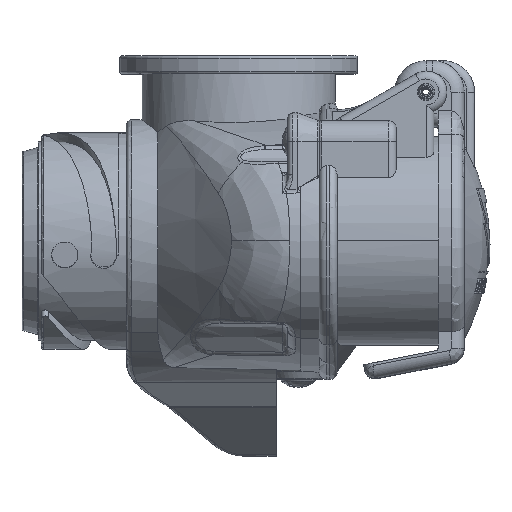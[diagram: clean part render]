
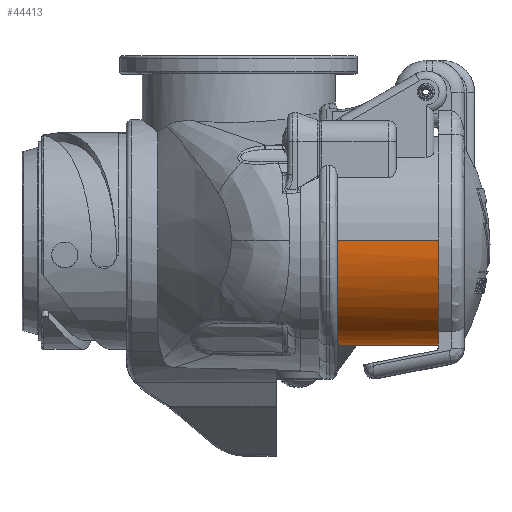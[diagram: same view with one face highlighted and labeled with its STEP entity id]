
A CAD part, top view. The second image highlights one B-rep face of the part: STEP entity #44413.
In plain terms, the highlighted cylindrical face has radius 20 mm (diameter 40 mm), a partial arc.
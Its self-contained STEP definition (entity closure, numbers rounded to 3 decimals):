
#6358=CARTESIAN_POINT('',(60.4,0.,25.5));
#6359=DIRECTION('',(1.,0.,0.));
#6360=DIRECTION('',(0.,0.,1.));
#6361=AXIS2_PLACEMENT_3D('',#6358,#6359,#6360);
#6476=DIRECTION('',(-1.,0.,0.));
#6477=VECTOR('',#6476,21.);
#6478=CARTESIAN_POINT('',(81.4,0.,45.5));
#6479=LINE('',#6478,#6477);
#6932=CARTESIAN_POINT('',(74.689,0.,5.5));
#13324=CARTESIAN_POINT('',(74.689,0.,5.5));
#13325=CARTESIAN_POINT('',(74.611,-0.286,5.5));
#13326=CARTESIAN_POINT('',(74.445,-0.875,
5.512));
#13327=CARTESIAN_POINT('',(74.162,-1.805,
5.574));
#13328=CARTESIAN_POINT('',(73.839,-2.793,
5.687));
#13329=CARTESIAN_POINT('',(73.47,-3.842,
5.862));
#13330=CARTESIAN_POINT('',(73.044,-4.963,
6.113));
#13331=CARTESIAN_POINT('',(72.552,-6.16,
6.458));
#13332=CARTESIAN_POINT('',(71.998,-7.403,
6.905));
#13333=CARTESIAN_POINT('',(71.404,-8.637,
7.444));
#13334=CARTESIAN_POINT('',(70.776,-9.844,
8.073));
#13335=CARTESIAN_POINT('',(70.119,-11.018,
8.79));
#13336=CARTESIAN_POINT('',(69.437,-12.15,
9.593));
#13337=CARTESIAN_POINT('',(68.737,-13.23,
10.479));
#13338=CARTESIAN_POINT('',(68.027,-14.249,
11.442));
#13339=CARTESIAN_POINT('',(67.314,-15.199,
12.476));
#13340=CARTESIAN_POINT('',(66.608,-16.073,
13.57));
#13341=CARTESIAN_POINT('',(65.916,-16.863,
14.717));
#13342=CARTESIAN_POINT('',(65.246,-17.566,
15.905));
#13343=CARTESIAN_POINT('',(64.605,-18.179,
17.125));
#13344=CARTESIAN_POINT('',(64.,-18.7,
18.366));
#13345=CARTESIAN_POINT('',(63.435,-19.131,
19.619));
#13346=CARTESIAN_POINT('',(62.914,-19.472,
20.876));
#13347=CARTESIAN_POINT('',(62.44,-19.727,
22.129));
#13348=CARTESIAN_POINT('',(62.013,-19.9,
23.373));
#13349=CARTESIAN_POINT('',(61.636,-19.992,
24.603));
#13350=CARTESIAN_POINT('',(61.308,-20.01,
25.815));
#13351=CARTESIAN_POINT('',(61.029,-19.955,
27.007));
#13352=CARTESIAN_POINT('',(60.799,-19.831,
28.177));
#13353=CARTESIAN_POINT('',(60.616,-19.642,
29.324));
#13354=CARTESIAN_POINT('',(60.481,-19.39,
30.447));
#13355=CARTESIAN_POINT('',(60.422,-19.181,
31.178));
#13356=CARTESIAN_POINT('',(60.4,-19.067,
31.539));
#13358=DIRECTION('',(-1.,0.,0.));
#13359=VECTOR('',#13358,6.711);
#13360=CARTESIAN_POINT('',(81.4,0.,5.5));
#13361=LINE('',#13360,#13359);
#13362=CARTESIAN_POINT('',(81.4,0.,25.5));
#13363=DIRECTION('',(-1.,0.,0.));
#13364=DIRECTION('',(0.,0.,-1.));
#13365=AXIS2_PLACEMENT_3D('',#13362,#13363,#13364);
#24032=CARTESIAN_POINT('',(60.4,0.,45.5));
#24033=VERTEX_POINT('',#24032);
#24034=CARTESIAN_POINT('',(60.4,-19.067,31.538));
#24035=VERTEX_POINT('',#24034);
#24179=VERTEX_POINT('',#6932);
#24180=CARTESIAN_POINT('',(81.4,0.,5.5));
#24181=VERTEX_POINT('',#24180);
#24182=CARTESIAN_POINT('',(81.4,0.,45.5));
#24183=VERTEX_POINT('',#24182);
#44400=CARTESIAN_POINT('',(42.76,0.,25.5));
#44401=DIRECTION('',(1.,0.,0.));
#44402=DIRECTION('',(0.,0.,1.));
#44403=AXIS2_PLACEMENT_3D('',#44400,#44401,#44402);
#44404=CYLINDRICAL_SURFACE('',#44403,20.);
#44405=ORIENTED_EDGE('',*,*,#37344,.T.);
#44406=ORIENTED_EDGE('',*,*,#36785,.F.);
#44407=ORIENTED_EDGE('',*,*,#36850,.F.);
#44409=ORIENTED_EDGE('',*,*,#44408,.F.);
#44410=ORIENTED_EDGE('',*,*,#36846,.T.);
#44411=EDGE_LOOP('',(#44405,#44406,#44407,#44409,#44410));
#44412=FACE_OUTER_BOUND('',#44411,.F.);
#44413=ADVANCED_FACE('',(#44412),#44404,.T.);
#6362=CIRCLE('',#6361,20.);
#13357=B_SPLINE_CURVE_WITH_KNOTS('',3,(#13324,#13325,#13326,#13327,#13328,
#13329,#13330,#13331,#13332,#13333,#13334,#13335,#13336,#13337,#13338,#13339,
#13340,#13341,#13342,#13343,#13344,#13345,#13346,#13347,#13348,#13349,#13350,
#13351,#13352,#13353,#13354,#13355,#13356),.UNSPECIFIED.,.F.,.F.,(4,1,1,1,1,1,1,
1,1,1,1,1,1,1,1,1,1,1,1,1,1,1,1,1,1,1,1,1,1,1,4),(0.,0.033,
0.067,0.1,0.133,0.167,0.2,
0.233,0.267,0.3,0.333,0.367,
0.4,0.433,0.467,0.5,0.533,
0.567,0.6,0.633,0.667,0.7,
0.733,0.767,0.8,0.833,0.867,
0.9,0.933,0.967,1.),.UNSPECIFIED.);
#13366=CIRCLE('',#13365,20.);
#36785=EDGE_CURVE('',#24033,#24035,#6362,.T.);
#36846=EDGE_CURVE('',#24181,#24179,#13361,.T.);
#36850=EDGE_CURVE('',#24183,#24033,#6479,.T.);
#37344=EDGE_CURVE('',#24179,#24035,#13357,.T.);
#44408=EDGE_CURVE('',#24181,#24183,#13366,.T.);
